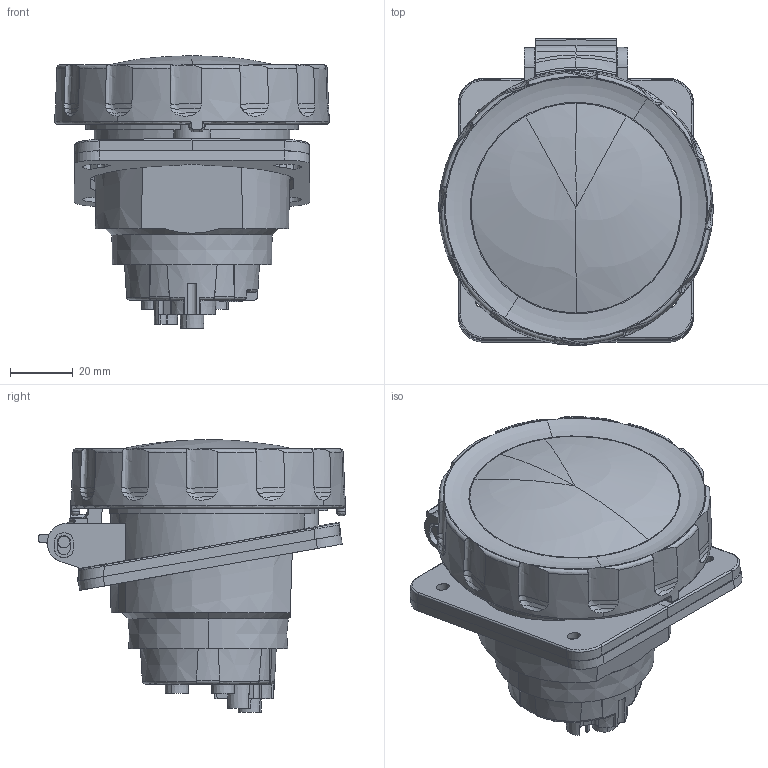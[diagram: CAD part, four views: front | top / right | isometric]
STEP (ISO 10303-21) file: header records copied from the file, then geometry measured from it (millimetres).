
FILE_DESCRIPTION((''),'2;1');
FILE_NAME('GW62232H_SW0001','2020-07-22T15:15:07',('User'),('Technoprobe spa'),'CREO PARAMETRIC BY PTC INC, 2019471','CREO PARAMETRIC BY PTC INC, 2019471','');
FILE_SCHEMA(('CONFIG_CONTROL_DESIGN'));
Length unit declared in the file: millimetre
Products named in the file (1): GW62232H_SW0001
Bounding box: 87.63 x 98.1 x 86.95 mm (x, y, z)
Volume: 278069.4 mm3; surface area: 40361.9 mm2
Topology: 1 solids, 1 shells, 404 faces, 1212 edges, 818 vertices
Faces by surface type: plane 142, bspline 97, cylinder 62, torus 54, cone 41, sphere 4, extrusion 4
Entity records: 19499 total; most frequent: CARTESIAN_POINT 9613, ORIENTED_EDGE 2416, DIRECTION 1555, EDGE_CURVE 1208, VERTEX_POINT 818, AXIS2_PLACEMENT_3D 576, B_SPLINE_CURVE_WITH_KNOTS 540, EDGE_LOOP 432
